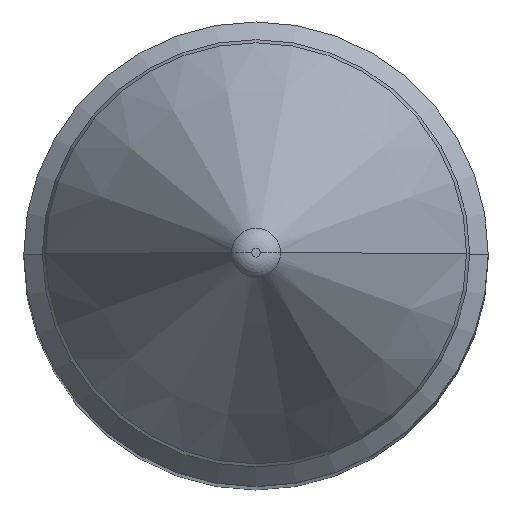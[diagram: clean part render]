
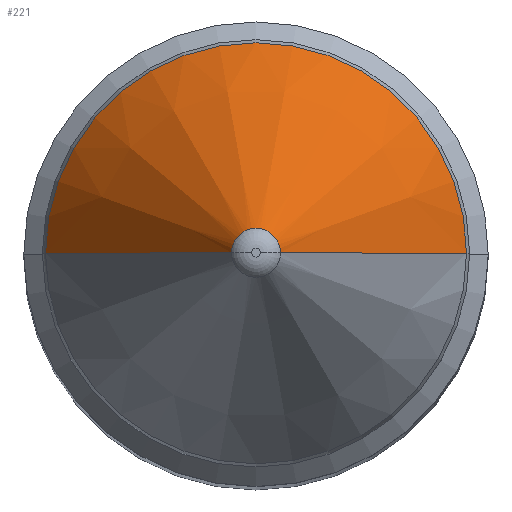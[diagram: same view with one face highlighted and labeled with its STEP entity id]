
A CAD part, top view. The second image highlights one B-rep face of the part: STEP entity #221.
In plain terms, the highlighted conical face has half-angle 30 degrees and reference radius 0.843 mm.
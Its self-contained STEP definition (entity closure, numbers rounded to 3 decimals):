
#4 = ORIENTED_EDGE ( 'NONE', *, *, #26, .T. ) ;
#9 = EDGE_CURVE ( 'NONE', #48, #19, #274, .T. ) ;
#18 = ORIENTED_EDGE ( 'NONE', *, *, #55, .F. ) ;
#19 = VERTEX_POINT ( 'NONE', #296 ) ;
#22 = VERTEX_POINT ( 'NONE', #290 ) ;
#24 = VERTEX_POINT ( 'NONE', #291 ) ;
#26 = EDGE_CURVE ( 'NONE', #22, #24, #353, .T. ) ;
#40 = EDGE_CURVE ( 'NONE', #48, #22, #383, .T. ) ;
#48 = VERTEX_POINT ( 'NONE', #521 ) ;
#55 = EDGE_CURVE ( 'NONE', #19, #24, #462, .T. ) ;
#221 = ADVANCED_FACE ( 'NONE', ( #846 ), #841, .T. ) ;
#222 = ORIENTED_EDGE ( 'NONE', *, *, #40, .T. ) ;
#223 = ORIENTED_EDGE ( 'NONE', *, *, #9, .F. ) ;
#224 = EDGE_LOOP ( 'NONE', ( #223, #222, #4, #18 ) ) ;
#270 = DIRECTION ( 'NONE',  ( 1., 0., 0. ) ) ;
#271 = DIRECTION ( 'NONE',  ( 0., 0., 1. ) ) ;
#272 = CARTESIAN_POINT ( 'NONE',  ( 0., 0., 99.6 ) ) ;
#274 = CIRCLE ( 'NONE', #338, 0.843 ) ;
#290 = CARTESIAN_POINT ( 'NONE',  ( 7.251, 0., 88.5 ) ) ;
#291 = CARTESIAN_POINT ( 'NONE',  ( -7.251, 0., 88.5 ) ) ;
#296 = CARTESIAN_POINT ( 'NONE',  ( -0.843, 0., 99.6 ) ) ;
#338 = AXIS2_PLACEMENT_3D ( 'NONE', #272, #271, #270 ) ;
#349 = DIRECTION ( 'NONE',  ( 1., 0., 0. ) ) ;
#350 = DIRECTION ( 'NONE',  ( 0., 0., 1. ) ) ;
#351 = CARTESIAN_POINT ( 'NONE',  ( 0., 0., 88.5 ) ) ;
#352 = AXIS2_PLACEMENT_3D ( 'NONE', #351, #350, #349 ) ;
#353 = CIRCLE ( 'NONE', #352, 7.251 ) ;
#380 = DIRECTION ( 'NONE',  ( 0.5, 0., -0.866 ) ) ;
#381 = VECTOR ( 'NONE', #380, 1000. ) ;
#382 = CARTESIAN_POINT ( 'NONE',  ( 0.843, 0., 99.6 ) ) ;
#383 = LINE ( 'NONE', #382, #381 ) ;
#444 = DIRECTION ( 'NONE',  ( -0.5, 0., -0.866 ) ) ;
#445 = VECTOR ( 'NONE', #444, 1000. ) ;
#446 = CARTESIAN_POINT ( 'NONE',  ( -0.843, 0., 99.6 ) ) ;
#462 = LINE ( 'NONE', #446, #445 ) ;
#521 = CARTESIAN_POINT ( 'NONE',  ( 0.843, 0., 99.6 ) ) ;
#815 = AXIS2_PLACEMENT_3D ( 'NONE', #976, #973, #972 ) ;
#841 = CONICAL_SURFACE ( 'NONE', #815, 0.843, 0.524 ) ;
#846 = FACE_OUTER_BOUND ( 'NONE', #224, .T. ) ;
#972 = DIRECTION ( 'NONE',  ( -1., 0., 0. ) ) ;
#973 = DIRECTION ( 'NONE',  ( 0., 0., -1. ) ) ;
#976 = CARTESIAN_POINT ( 'NONE',  ( 0., 0., 99.6 ) ) ;
